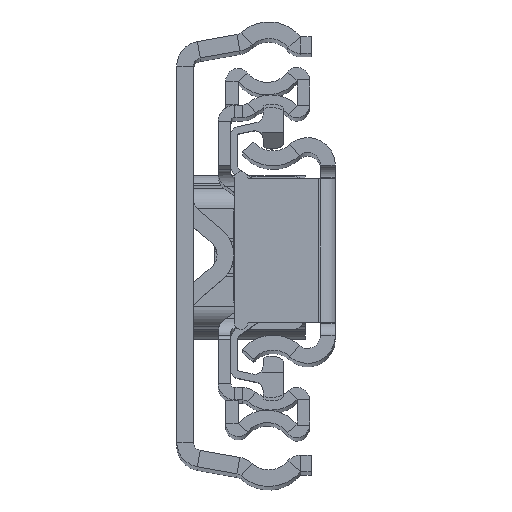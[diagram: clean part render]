
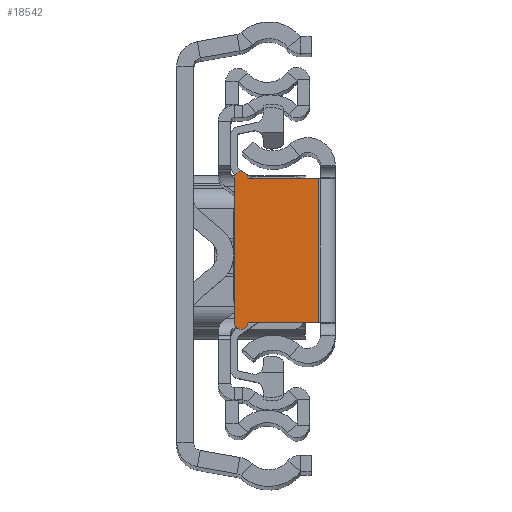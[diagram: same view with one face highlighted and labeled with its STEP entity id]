
A CAD part, top view. The second image highlights one B-rep face of the part: STEP entity #18542.
In plain terms, the highlighted planar face has unit normal (0, 0, 1).
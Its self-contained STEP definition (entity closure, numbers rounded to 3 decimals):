
#442 = CARTESIAN_POINT ( 'NONE',  ( 0., 0., 0. ) ) ;
#667 = VECTOR ( 'NONE', #16288, 1000. ) ;
#1525 = VERTEX_POINT ( 'NONE', #18134 ) ;
#1696 = EDGE_CURVE ( 'NONE', #34868, #25996, #6993, .T. ) ;
#2527 = ORIENTED_EDGE ( 'NONE', *, *, #1696, .T. ) ;
#3099 = AXIS2_PLACEMENT_3D ( 'NONE', #442, #26050, #25677 ) ;
#3146 = DIRECTION ( 'NONE',  ( -1., 0., 0. ) ) ;
#3970 = EDGE_CURVE ( 'NONE', #34868, #1525, #9047, .T. ) ;
#5508 = DIRECTION ( 'NONE',  ( 1., 0., 0. ) ) ;
#5688 = CARTESIAN_POINT ( 'NONE',  ( -11.35, 8.65, 0. ) ) ;
#6362 = ORIENTED_EDGE ( 'NONE', *, *, #31062, .T. ) ;
#6993 = CIRCLE ( 'NONE', #8729, 0.85 ) ;
#8620 = ORIENTED_EDGE ( 'NONE', *, *, #3970, .F. ) ;
#8640 = AXIS2_PLACEMENT_3D ( 'NONE', #19895, #28492, #31052 ) ;
#8729 = AXIS2_PLACEMENT_3D ( 'NONE', #5688, #33663, #5508 ) ;
#8826 = EDGE_CURVE ( 'NONE', #29698, #24946, #33517, .T. ) ;
#8843 = FACE_OUTER_BOUND ( 'NONE', #24045, .T. ) ;
#9047 = LINE ( 'NONE', #20221, #667 ) ;
#9999 = CARTESIAN_POINT ( 'NONE',  ( -10.5, -8.65, 0. ) ) ;
#12848 = CARTESIAN_POINT ( 'NONE',  ( -12.2, -8.65, 0. ) ) ;
#14075 = LINE ( 'NONE', #22485, #29108 ) ;
#14527 = PLANE ( 'NONE',  #3099 ) ;
#14932 = ORIENTED_EDGE ( 'NONE', *, *, #30116, .F. ) ;
#15651 = CARTESIAN_POINT ( 'NONE',  ( -10.5, 8.65, 0. ) ) ;
#16056 = VERTEX_POINT ( 'NONE', #12848 ) ;
#16149 = ORIENTED_EDGE ( 'NONE', *, *, #8826, .F. ) ;
#16288 = DIRECTION ( 'NONE',  ( 1., 0., 0. ) ) ;
#18134 = CARTESIAN_POINT ( 'NONE',  ( -2., 8.65, 0. ) ) ;
#18542 = ADVANCED_FACE ( 'NONE', ( #8843 ), #14527, .T. ) ;
#18607 = DIRECTION ( 'NONE',  ( 0., 1., 0. ) ) ;
#19748 = DIRECTION ( 'NONE',  ( 0., 1., 0. ) ) ;
#19895 = CARTESIAN_POINT ( 'NONE',  ( -11.35, -8.65, 0. ) ) ;
#20221 = CARTESIAN_POINT ( 'NONE',  ( -1.8, 8.65, 0. ) ) ;
#22485 = CARTESIAN_POINT ( 'NONE',  ( -2., 0., 0. ) ) ;
#24045 = EDGE_LOOP ( 'NONE', ( #14932, #26914, #16149, #6362, #8620, #2527 ) ) ;
#24946 = VERTEX_POINT ( 'NONE', #9999 ) ;
#25677 = DIRECTION ( 'NONE',  ( 1., 0., 0. ) ) ;
#25996 = VERTEX_POINT ( 'NONE', #28328 ) ;
#26050 = DIRECTION ( 'NONE',  ( 0., 0., 1. ) ) ;
#26716 = VECTOR ( 'NONE', #3146, 1000. ) ;
#26914 = ORIENTED_EDGE ( 'NONE', *, *, #32733, .T. ) ;
#27340 = CIRCLE ( 'NONE', #8640, 0.85 ) ;
#28328 = CARTESIAN_POINT ( 'NONE',  ( -12.2, 8.65, 0. ) ) ;
#28492 = DIRECTION ( 'NONE',  ( 0., 0., 1. ) ) ;
#29108 = VECTOR ( 'NONE', #19748, 1000. ) ;
#29592 = CARTESIAN_POINT ( 'NONE',  ( -12.2, 8.65, 0. ) ) ;
#29698 = VERTEX_POINT ( 'NONE', #32736 ) ;
#30116 = EDGE_CURVE ( 'NONE', #16056, #25996, #35423, .T. ) ;
#31052 = DIRECTION ( 'NONE',  ( -1., 0., 0. ) ) ;
#31062 = EDGE_CURVE ( 'NONE', #29698, #1525, #14075, .T. ) ;
#32733 = EDGE_CURVE ( 'NONE', #16056, #24946, #27340, .T. ) ;
#32736 = CARTESIAN_POINT ( 'NONE',  ( -2., -8.65, 0. ) ) ;
#33517 = LINE ( 'NONE', #36071, #26716 ) ;
#33663 = DIRECTION ( 'NONE',  ( 0., 0., 1. ) ) ;
#34297 = VECTOR ( 'NONE', #18607, 1000. ) ;
#34868 = VERTEX_POINT ( 'NONE', #15651 ) ;
#35423 = LINE ( 'NONE', #29592, #34297 ) ;
#36071 = CARTESIAN_POINT ( 'NONE',  ( -12.2, -8.65, 0. ) ) ;
